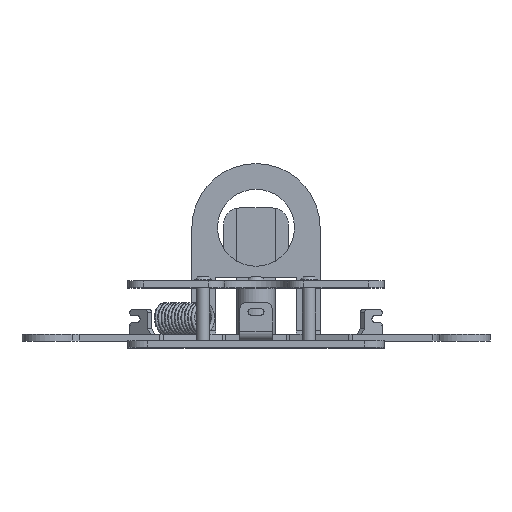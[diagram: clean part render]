
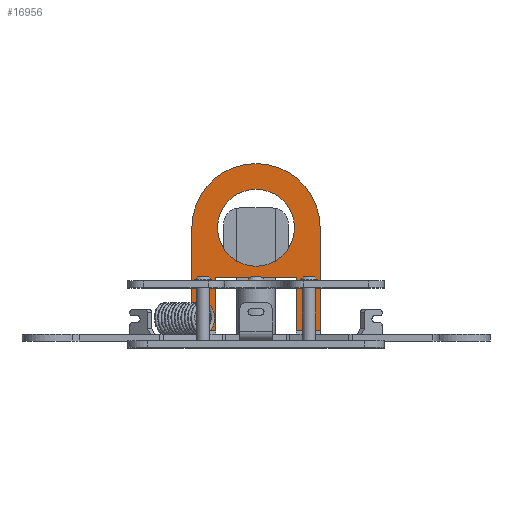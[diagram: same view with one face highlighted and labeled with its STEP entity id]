
A CAD part, top view. The second image highlights one B-rep face of the part: STEP entity #16956.
In plain terms, the highlighted planar face has unit normal (0, 0, 1).
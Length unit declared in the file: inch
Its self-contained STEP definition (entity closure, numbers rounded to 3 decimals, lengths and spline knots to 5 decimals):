
#2853=DIRECTION('',(1.,0.,0.));
#2854=VECTOR('',#2853,1.25);
#2855=CARTESIAN_POINT('',(-0.625,1.,-3.615));
#2856=LINE('',#2855,#2854);
#2857=DIRECTION('',(0.,1.,0.));
#2858=VECTOR('',#2857,0.835);
#2859=CARTESIAN_POINT('',(-0.625,0.165,-3.615));
#2860=LINE('',#2859,#2858);
#2861=DIRECTION('',(1.,0.,0.));
#2862=VECTOR('',#2861,0.375);
#2863=CARTESIAN_POINT('',(-1.,0.165,-3.615));
#2864=LINE('',#2863,#2862);
#2865=CARTESIAN_POINT('',(0.,1.773,-3.615));
#2866=DIRECTION('',(0.,0.,1.));
#2867=DIRECTION('',(0.,1.,0.));
#2868=AXIS2_PLACEMENT_3D('',#2865,#2866,#2867);
#2870=CARTESIAN_POINT('',(0.,1.773,-3.615));
#2871=DIRECTION('',(0.,0.,1.));
#2872=DIRECTION('',(1.,0.,0.));
#2873=AXIS2_PLACEMENT_3D('',#2870,#2871,#2872);
#2875=DIRECTION('',(1.,0.,0.));
#2876=VECTOR('',#2875,0.375);
#2877=CARTESIAN_POINT('',(0.625,0.165,-3.615));
#2878=LINE('',#2877,#2876);
#2879=DIRECTION('',(0.,1.,0.));
#2880=VECTOR('',#2879,0.835);
#2881=CARTESIAN_POINT('',(0.625,0.165,-3.615));
#2882=LINE('',#2881,#2880);
#2883=CARTESIAN_POINT('',(0.,1.773,-3.615));
#2884=DIRECTION('',(0.,0.,1.));
#2885=DIRECTION('',(-1.,0.,0.));
#2886=AXIS2_PLACEMENT_3D('',#2883,#2884,#2885);
#2888=CARTESIAN_POINT('',(0.,1.773,-3.615));
#2889=DIRECTION('',(0.,0.,1.));
#2890=DIRECTION('',(1.,0.,0.));
#2891=AXIS2_PLACEMENT_3D('',#2888,#2889,#2890);
#2897=DIRECTION('',(0.,1.,0.));
#2898=VECTOR('',#2897,1.608);
#2899=CARTESIAN_POINT('',(-1.,0.165,-3.615));
#2900=LINE('',#2899,#2898);
#2925=DIRECTION('',(0.,1.,0.));
#2926=VECTOR('',#2925,1.608);
#2927=CARTESIAN_POINT('',(1.,0.165,-3.615));
#2928=LINE('',#2927,#2926);
#12269=CARTESIAN_POINT('',(-1.,0.165,-3.615));
#12270=VERTEX_POINT('',#12269);
#12271=CARTESIAN_POINT('',(1.,0.165,-3.615));
#12272=VERTEX_POINT('',#12271);
#12281=CARTESIAN_POINT('',(1.,1.773,-3.615));
#12282=CARTESIAN_POINT('',(0.,2.773,-3.615));
#12283=VERTEX_POINT('',#12281);
#12284=VERTEX_POINT('',#12282);
#12285=CARTESIAN_POINT('',(-1.,1.773,-3.615));
#12286=VERTEX_POINT('',#12285);
#12293=CARTESIAN_POINT('',(-0.6,1.773,-3.615));
#12294=CARTESIAN_POINT('',(0.6,1.773,-3.615));
#12295=VERTEX_POINT('',#12293);
#12296=VERTEX_POINT('',#12294);
#12302=CARTESIAN_POINT('',(0.625,0.165,-3.615));
#12304=VERTEX_POINT('',#12302);
#12305=CARTESIAN_POINT('',(-0.625,0.165,-3.615));
#12306=VERTEX_POINT('',#12305);
#12307=CARTESIAN_POINT('',(-0.625,1.,-3.615));
#12308=CARTESIAN_POINT('',(0.625,1.,-3.615));
#12309=VERTEX_POINT('',#12307);
#12310=VERTEX_POINT('',#12308);
#16927=CARTESIAN_POINT('',(-1.,0.165,-3.615));
#16928=DIRECTION('',(0.,0.,-1.));
#16929=DIRECTION('',(0.,1.,0.));
#16930=AXIS2_PLACEMENT_3D('',#16927,#16928,#16929);
#16931=PLANE('',#16930);
#16932=ORIENTED_EDGE('',*,*,#16917,.F.);
#16934=ORIENTED_EDGE('',*,*,#16933,.F.);
#16935=ORIENTED_EDGE('',*,*,#16706,.F.);
#16937=ORIENTED_EDGE('',*,*,#16936,.T.);
#16939=ORIENTED_EDGE('',*,*,#16938,.F.);
#16941=ORIENTED_EDGE('',*,*,#16940,.F.);
#16943=ORIENTED_EDGE('',*,*,#16942,.F.);
#16945=ORIENTED_EDGE('',*,*,#16944,.F.);
#16947=ORIENTED_EDGE('',*,*,#16946,.T.);
#16948=EDGE_LOOP('',(#16932,#16934,#16935,#16937,#16939,#16941,#16943,#16945,
#16947));
#16949=FACE_OUTER_BOUND('',#16948,.F.);
#16951=ORIENTED_EDGE('',*,*,#16950,.T.);
#16953=ORIENTED_EDGE('',*,*,#16952,.T.);
#16954=EDGE_LOOP('',(#16951,#16953));
#16955=FACE_BOUND('',#16954,.F.);
#16956=ADVANCED_FACE('',(#16949,#16955),#16931,.F.);
#2869=CIRCLE('',#2868,1.);
#2874=CIRCLE('',#2873,1.);
#2887=CIRCLE('',#2886,0.6);
#2892=CIRCLE('',#2891,0.6);
#16706=EDGE_CURVE('',#12270,#12306,#2864,.T.);
#16917=EDGE_CURVE('',#12309,#12310,#2856,.T.);
#16933=EDGE_CURVE('',#12306,#12309,#2860,.T.);
#16936=EDGE_CURVE('',#12270,#12286,#2900,.T.);
#16938=EDGE_CURVE('',#12284,#12286,#2869,.T.);
#16940=EDGE_CURVE('',#12283,#12284,#2874,.T.);
#16942=EDGE_CURVE('',#12272,#12283,#2928,.T.);
#16944=EDGE_CURVE('',#12304,#12272,#2878,.T.);
#16946=EDGE_CURVE('',#12304,#12310,#2882,.T.);
#16950=EDGE_CURVE('',#12295,#12296,#2887,.T.);
#16952=EDGE_CURVE('',#12296,#12295,#2892,.T.);
